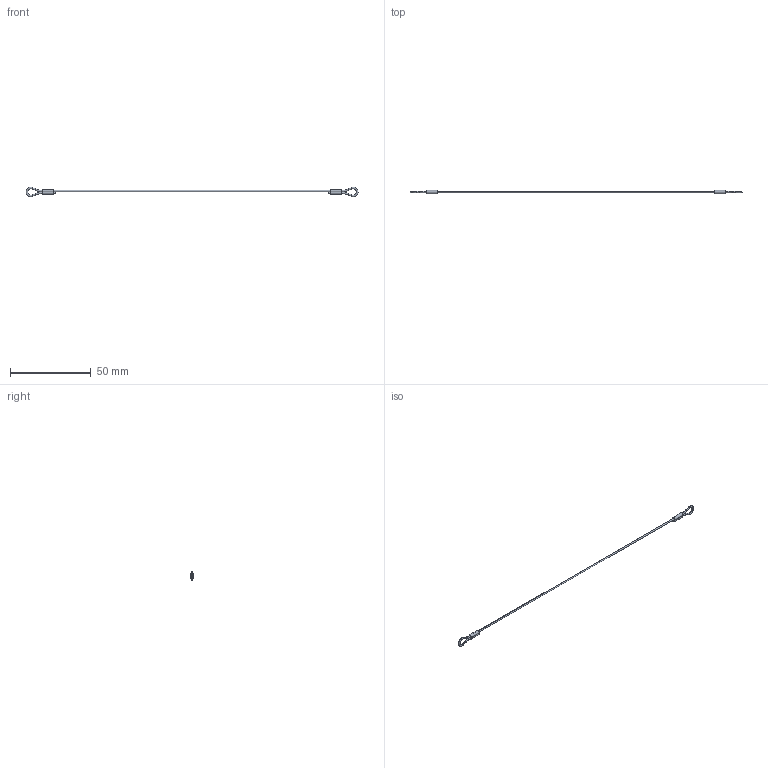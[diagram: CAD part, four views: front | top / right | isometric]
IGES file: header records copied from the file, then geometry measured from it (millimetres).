
Start section: ------------------------------------------------------------------------
Global section: file name: PC013.57684.TM_173_D1_8682.igs; native system: spGate; preprocessor: ver19.8.4 (****-****-****-****); author: Unknown; organization: Unknown; date: 250604.133640; units: millimetre
Bounding box: 206 x 2 x 5.99 mm (x, y, z)
Volume: 243.4 mm3; surface area: 990.4 mm2
Topology: 3 solids, 3 shells, 48 faces, 107 edges, 69 vertices
Faces by surface type: bspline 48
